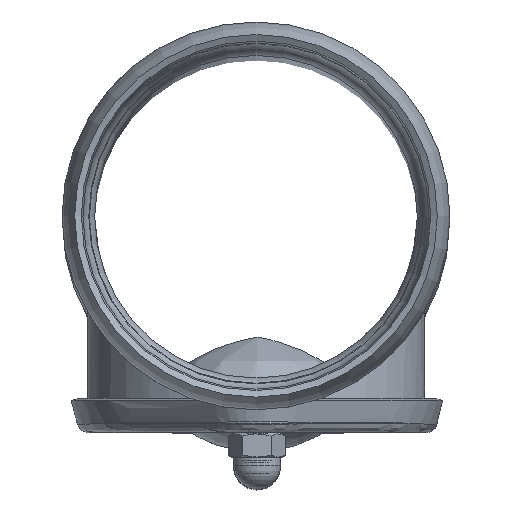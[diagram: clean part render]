
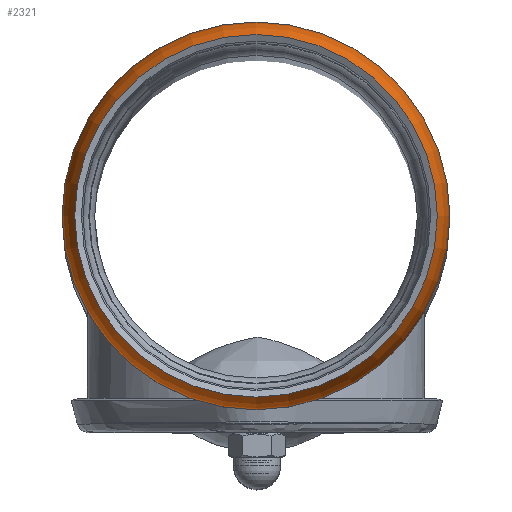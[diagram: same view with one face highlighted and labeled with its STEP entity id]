
A CAD part, top view. The second image highlights one B-rep face of the part: STEP entity #2321.
In plain terms, the highlighted toroidal (fillet/blend) face has major radius 256 mm and minor radius 255 mm.
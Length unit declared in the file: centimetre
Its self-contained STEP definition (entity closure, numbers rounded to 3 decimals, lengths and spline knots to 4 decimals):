
#396=TOROIDAL_SURFACE('',#2601,25.6,25.5);
#520=FACE_OUTER_BOUND('',#675,.T.);
#675=EDGE_LOOP('',(#2040,#2041,#2042,#2043,#2044,#2045));
#829=CIRCLE('',#2602,47.7696);
#830=CIRCLE('',#2603,47.7696);
#831=CIRCLE('',#2604,25.5);
#832=CIRCLE('',#2605,51.1);
#833=CIRCLE('',#2606,51.1);
#1097=VERTEX_POINT('',#13593);
#1098=VERTEX_POINT('',#13594);
#1099=VERTEX_POINT('',#13597);
#1100=VERTEX_POINT('',#13599);
#1422=EDGE_CURVE('',#1097,#1098,#829,.T.);
#1423=EDGE_CURVE('',#1098,#1097,#830,.T.);
#1424=EDGE_CURVE('',#1098,#1099,#831,.T.);
#1425=EDGE_CURVE('',#1099,#1100,#832,.T.);
#1426=EDGE_CURVE('',#1100,#1099,#833,.T.);
#2040=ORIENTED_EDGE('',*,*,#1422,.F.);
#2041=ORIENTED_EDGE('',*,*,#1423,.F.);
#2042=ORIENTED_EDGE('',*,*,#1424,.T.);
#2043=ORIENTED_EDGE('',*,*,#1425,.T.);
#2044=ORIENTED_EDGE('',*,*,#1426,.T.);
#2045=ORIENTED_EDGE('',*,*,#1424,.F.);
#2321=ADVANCED_FACE('',(#520),#396,.T.);
#2601=AXIS2_PLACEMENT_3D('',#13592,#3247,#3248);
#2602=AXIS2_PLACEMENT_3D('',#13595,#3249,#3250);
#2603=AXIS2_PLACEMENT_3D('',#13596,#3251,#3252);
#2604=AXIS2_PLACEMENT_3D('',#13598,#3253,#3254);
#2605=AXIS2_PLACEMENT_3D('',#13600,#3255,#3256);
#2606=AXIS2_PLACEMENT_3D('',#13601,#3257,#3258);
#3247=DIRECTION('center_axis',(0.,0.,
1.));
#3248=DIRECTION('ref_axis',(1.,0.,0.));
#3249=DIRECTION('center_axis',(0.,0.,
1.));
#3250=DIRECTION('ref_axis',(0.,1.,0.));
#3251=DIRECTION('center_axis',(0.,0.,
1.));
#3252=DIRECTION('ref_axis',(0.,1.,0.));
#3253=DIRECTION('center_axis',(0.,-1.,0.));
#3254=DIRECTION('ref_axis',(-1.,0.,0.));
#3255=DIRECTION('center_axis',(0.,0.,
1.));
#3256=DIRECTION('ref_axis',(0.,1.,0.));
#3257=DIRECTION('center_axis',(0.,0.,
1.));
#3258=DIRECTION('ref_axis',(0.,1.,0.));
#13592=CARTESIAN_POINT('Origin',(219.2908,-634.3549,487.4));
#13593=CARTESIAN_POINT('',(219.2908,-682.1245,500.));
#13594=CARTESIAN_POINT('',(171.5212,-634.3549,500.));
#13595=CARTESIAN_POINT('Origin',(219.2908,-634.3549,500.));
#13596=CARTESIAN_POINT('Origin',(219.2908,-634.3549,500.));
#13597=CARTESIAN_POINT('',(168.1908,-634.3549,487.4));
#13598=CARTESIAN_POINT('Origin',(193.6908,-634.3549,487.4));
#13599=CARTESIAN_POINT('',(219.2908,-685.4549,487.4));
#13600=CARTESIAN_POINT('Origin',(219.2908,-634.3549,487.4));
#13601=CARTESIAN_POINT('Origin',(219.2908,-634.3549,487.4));
